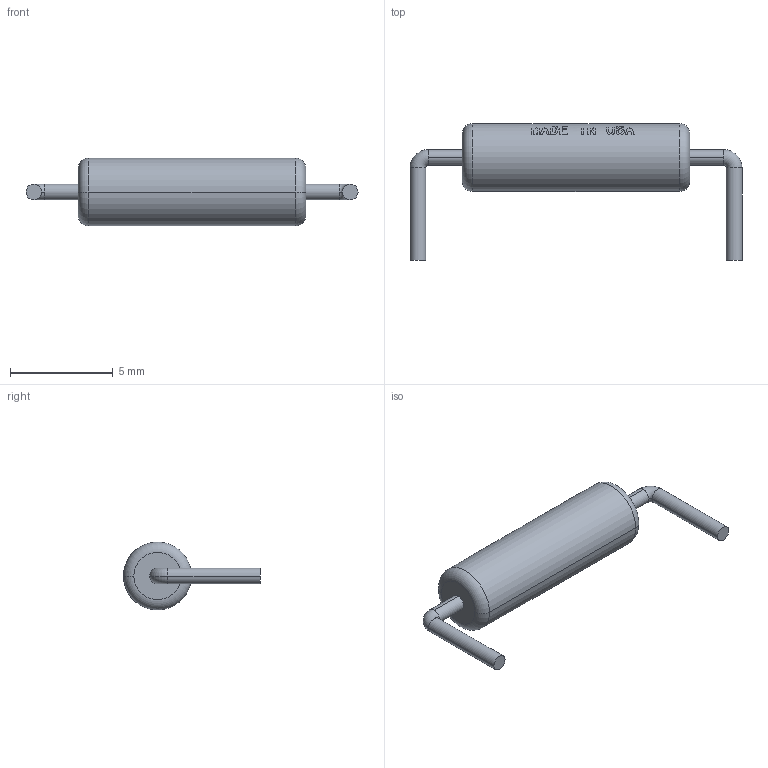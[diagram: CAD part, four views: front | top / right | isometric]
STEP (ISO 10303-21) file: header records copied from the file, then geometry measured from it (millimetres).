
FILE_DESCRIPTION (( 'STEP AP214' ), '1' );
FILE_NAME ('RAµç×è1W220R.STEP', '2012-05-27T06:41:05', ( '' ), ( '' ), 'SwSTEP 2.0', 'SolidWorks 2012', '' );
FILE_SCHEMA (( 'AUTOMOTIVE_DESIGN' ));
Length unit declared in the file: millimetre
Products named in the file (1): RA萇郯1W220R
Bounding box: 16.13 x 6.65 x 3.3 mm (x, y, z)
Volume: 99.9 mm3; surface area: 160.3 mm2
Topology: 1 solids, 1 shells, 47 faces, 232 edges, 210 vertices
Faces by surface type: cylinder 35, torus 8, plane 4
Entity records: 3278 total; most frequent: CARTESIAN_POINT 1018, ORIENTED_EDGE 464, DIRECTION 323, EDGE_CURVE 232, VERTEX_POINT 210, AXIS2_PLACEMENT_3D 124, CIRCLE 76, LINE 75
